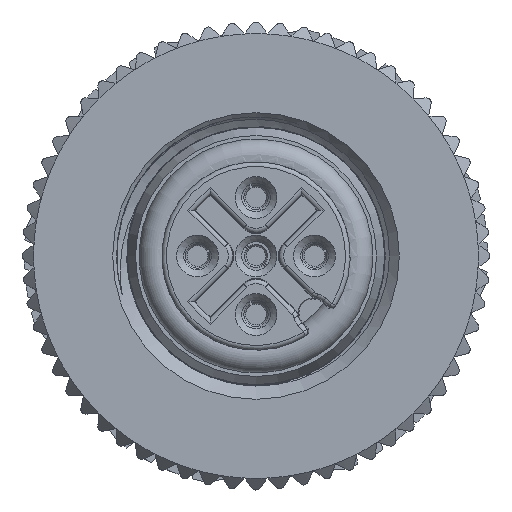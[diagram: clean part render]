
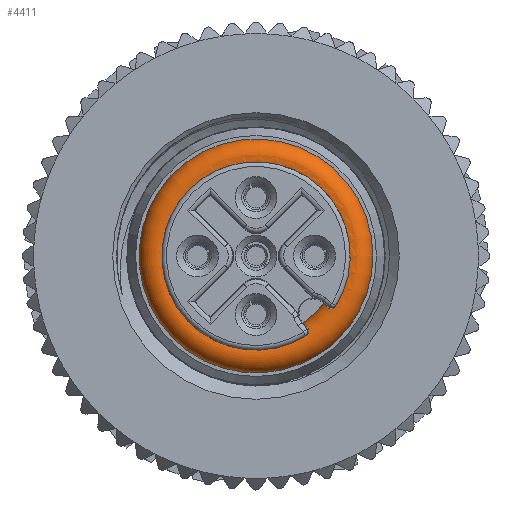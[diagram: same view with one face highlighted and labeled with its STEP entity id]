
A CAD part, front view. The second image highlights one B-rep face of the part: STEP entity #4411.
In plain terms, the highlighted toroidal (fillet/blend) face has major radius 4.25 mm and minor radius 0.75 mm.
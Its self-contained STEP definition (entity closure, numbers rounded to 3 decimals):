
#41=TOROIDAL_SURFACE('',#19008,4.25,0.75);
#120=FACE_BOUND('',#6727,.T.);
#121=FACE_BOUND('',#6728,.T.);
#3398=CIRCLE('',#19001,3.543);
#3399=CIRCLE('',#19005,4.025);
#3400=CIRCLE('',#19007,4.025);
#4411=ADVANCED_FACE('',(#120,#121),#41,.T.);
#6727=EDGE_LOOP('',(#12553));
#6728=EDGE_LOOP('',(#12554,#12555,#12556,#12557,#12558,#12559,#12560,#12561));
#7761=B_SPLINE_CURVE_WITH_KNOTS('',3,(#37998,#37999,#38000,#38001,#38002,
#38003,#38004,#38005,#38006,#38007,#38008),.UNSPECIFIED.,.F.,.F.,(4,1,1,
1,1,1,1,1,4),(0.,0.125,0.25,0.375,0.5,0.625,0.75,0.875,1.),
 .UNSPECIFIED.);
#7762=B_SPLINE_CURVE_WITH_KNOTS('',3,(#38012,#38013,#38014,#38015),
 .UNSPECIFIED.,.F.,.F.,(4,4),(0.,1.),.UNSPECIFIED.);
#7763=B_SPLINE_CURVE_WITH_KNOTS('',3,(#38017,#38018,#38019,#38020,#38021,
#38022),.UNSPECIFIED.,.F.,.F.,(4,1,1,4),(0.,0.333,0.667,
1.),.UNSPECIFIED.);
#7764=B_SPLINE_CURVE_WITH_KNOTS('',3,(#38031,#38032,#38033,#38034,#38035,
#38036),.UNSPECIFIED.,.F.,.F.,(4,1,1,4),(0.,0.333,0.667,
1.),.UNSPECIFIED.);
#7765=B_SPLINE_CURVE_WITH_KNOTS('',3,(#38038,#38039,#38040,#38041),
 .UNSPECIFIED.,.F.,.F.,(4,4),(0.,1.),.UNSPECIFIED.);
#7767=B_SPLINE_CURVE_WITH_KNOTS('',3,(#38048,#38049,#38050,#38051,#38052,
#38053,#38054,#38055,#38056,#38057,#38058),.UNSPECIFIED.,.F.,.F.,(4,1,1,
1,1,1,1,1,4),(0.,0.125,0.25,0.375,0.5,0.625,0.75,0.875,1.),
 .UNSPECIFIED.);
#12553=ORIENTED_EDGE('',*,*,#17337,.F.);
#12554=ORIENTED_EDGE('',*,*,#17336,.F.);
#12555=ORIENTED_EDGE('',*,*,#17335,.T.);
#12556=ORIENTED_EDGE('',*,*,#17333,.T.);
#12557=ORIENTED_EDGE('',*,*,#17332,.T.);
#12558=ORIENTED_EDGE('',*,*,#17329,.T.);
#12559=ORIENTED_EDGE('',*,*,#17327,.T.);
#12560=ORIENTED_EDGE('',*,*,#17326,.T.);
#12561=ORIENTED_EDGE('',*,*,#17324,.F.);
#14764=VERTEX_POINT('',#37992);
#14765=VERTEX_POINT('',#37997);
#14766=VERTEX_POINT('',#38011);
#14767=VERTEX_POINT('',#38016);
#14768=VERTEX_POINT('',#38025);
#14769=VERTEX_POINT('',#38029);
#14770=VERTEX_POINT('',#38037);
#14771=VERTEX_POINT('',#38047);
#14772=VERTEX_POINT('',#38063);
#17324=EDGE_CURVE('',#14765,#14764,#7761,.T.);
#17326=EDGE_CURVE('',#14767,#14764,#7762,.T.);
#17327=EDGE_CURVE('',#14766,#14767,#7763,.T.);
#17329=EDGE_CURVE('',#14768,#14766,#3398,.T.);
#17332=EDGE_CURVE('',#14770,#14768,#7764,.T.);
#17333=EDGE_CURVE('',#14769,#14770,#7765,.T.);
#17335=EDGE_CURVE('',#14771,#14769,#7767,.T.);
#17336=EDGE_CURVE('',#14771,#14765,#3399,.T.);
#17337=EDGE_CURVE('',#14772,#14772,#3400,.T.);
#19001=AXIS2_PLACEMENT_3D('',#38026,#22905,#22906);
#19005=AXIS2_PLACEMENT_3D('',#38060,#22915,#22916);
#19007=AXIS2_PLACEMENT_3D('',#38062,#22919,#22920);
#19008=AXIS2_PLACEMENT_3D('',#38064,#22921,#22922);
#22905=DIRECTION('',(0.,1.,0.));
#22906=DIRECTION('',(0.818,0.,-0.576));
#22915=DIRECTION('',(0.,-1.,0.));
#22916=DIRECTION('',(0.843,0.,-0.537));
#22919=DIRECTION('',(0.,1.,0.));
#22920=DIRECTION('',(1.,0.,0.));
#22921=DIRECTION('',(0.,1.,0.));
#22922=DIRECTION('',(-1.,0.,0.));
#37992=CARTESIAN_POINT('',(2.207,-2.951,-3.095));
#37997=CARTESIAN_POINT('',(2.162,-3.065,-3.395));
#37998=CARTESIAN_POINT('',(2.162,-3.065,-3.395));
#37999=CARTESIAN_POINT('',(2.174,-3.065,-3.387));
#38000=CARTESIAN_POINT('',(2.196,-3.065,-3.369));
#38001=CARTESIAN_POINT('',(2.223,-3.06,-3.337));
#38002=CARTESIAN_POINT('',(2.243,-3.053,-3.299));
#38003=CARTESIAN_POINT('',(2.254,-3.043,-3.258));
#38004=CARTESIAN_POINT('',(2.256,-3.028,-3.215));
#38005=CARTESIAN_POINT('',(2.249,-3.008,-3.173));
#38006=CARTESIAN_POINT('',(2.234,-2.983,-3.132));
#38007=CARTESIAN_POINT('',(2.217,-2.962,-3.107));
#38008=CARTESIAN_POINT('',(2.207,-2.951,-3.095));
#38011=CARTESIAN_POINT('',(2.04,-2.1,-2.896));
#38012=CARTESIAN_POINT('',(2.011,-2.35,-2.864));
#38013=CARTESIAN_POINT('',(2.01,-2.547,-2.865));
#38014=CARTESIAN_POINT('',(2.066,-2.79,-2.932));
#38015=CARTESIAN_POINT('',(2.207,-2.951,-3.095));
#38016=CARTESIAN_POINT('',(2.011,-2.35,-2.864));
#38017=CARTESIAN_POINT('',(2.04,-2.1,-2.896));
#38018=CARTESIAN_POINT('',(2.034,-2.127,-2.889));
#38019=CARTESIAN_POINT('',(2.023,-2.181,-2.877));
#38020=CARTESIAN_POINT('',(2.014,-2.265,-2.867));
#38021=CARTESIAN_POINT('',(2.011,-2.322,-2.864));
#38022=CARTESIAN_POINT('',(2.011,-2.35,-2.864));
#38025=CARTESIAN_POINT('',(2.896,-2.1,-2.04));
#38026=CARTESIAN_POINT('',(0.,-2.1,0.));
#38029=CARTESIAN_POINT('',(3.095,-2.951,-2.207));
#38031=CARTESIAN_POINT('',(2.864,-2.35,-2.011));
#38032=CARTESIAN_POINT('',(2.864,-2.322,-2.011));
#38033=CARTESIAN_POINT('',(2.867,-2.265,-2.014));
#38034=CARTESIAN_POINT('',(2.877,-2.181,-2.023));
#38035=CARTESIAN_POINT('',(2.889,-2.127,-2.034));
#38036=CARTESIAN_POINT('',(2.896,-2.1,-2.04));
#38037=CARTESIAN_POINT('',(2.864,-2.35,-2.011));
#38038=CARTESIAN_POINT('',(3.095,-2.951,-2.207));
#38039=CARTESIAN_POINT('',(2.932,-2.79,-2.066));
#38040=CARTESIAN_POINT('',(2.865,-2.547,-2.01));
#38041=CARTESIAN_POINT('',(2.864,-2.35,-2.011));
#38047=CARTESIAN_POINT('',(3.395,-3.065,-2.162));
#38048=CARTESIAN_POINT('',(3.395,-3.065,-2.162));
#38049=CARTESIAN_POINT('',(3.387,-3.065,-2.174));
#38050=CARTESIAN_POINT('',(3.369,-3.065,-2.196));
#38051=CARTESIAN_POINT('',(3.337,-3.06,-2.223));
#38052=CARTESIAN_POINT('',(3.299,-3.053,-2.243));
#38053=CARTESIAN_POINT('',(3.258,-3.043,-2.254));
#38054=CARTESIAN_POINT('',(3.215,-3.028,-2.256));
#38055=CARTESIAN_POINT('',(3.173,-3.008,-2.249));
#38056=CARTESIAN_POINT('',(3.132,-2.983,-2.234));
#38057=CARTESIAN_POINT('',(3.107,-2.962,-2.217));
#38058=CARTESIAN_POINT('',(3.095,-2.951,-2.207));
#38060=CARTESIAN_POINT('',(0.,-3.065,0.));
#38062=CARTESIAN_POINT('',(0.,-1.635,0.));
#38063=CARTESIAN_POINT('',(4.025,-1.635,0.));
#38064=CARTESIAN_POINT('',(0.,-2.35,0.));
